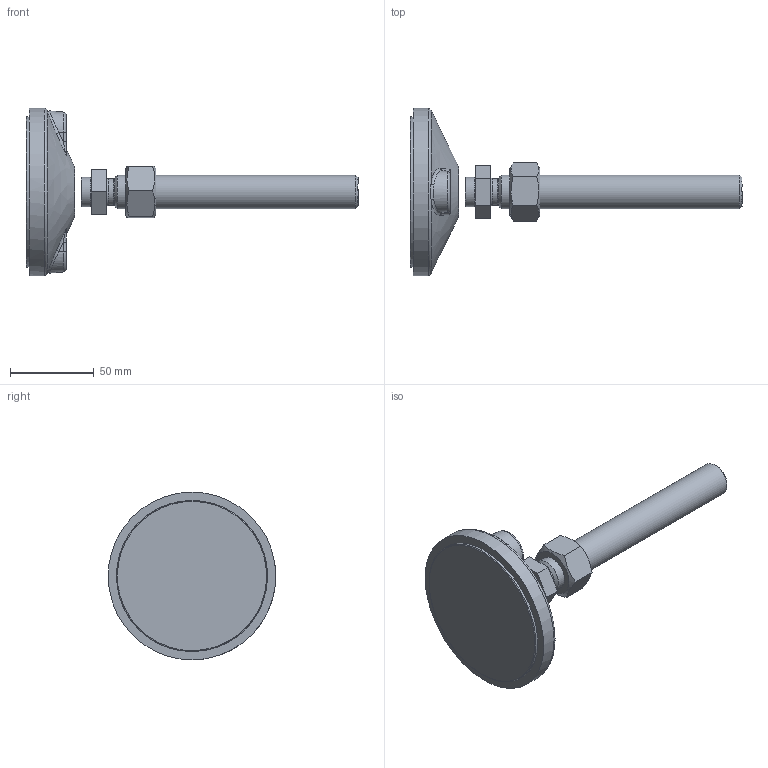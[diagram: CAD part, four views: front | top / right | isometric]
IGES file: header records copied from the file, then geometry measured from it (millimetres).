
Global section: file name: 419920.1a; native system: Autodesk Inventor 2018; preprocessor: unknown; author: Swarna; organization: Alutec K&K; date: 20190810.103111; units: millimetre
Bounding box: 198 x 99.99 x 100 mm (x, y, z)
Volume: 167521.8 mm3; surface area: 61426.5 mm2
Topology: 5 solids, 5 shells, 153 faces, 429 edges, 274 vertices
Faces by surface type: bspline 153
